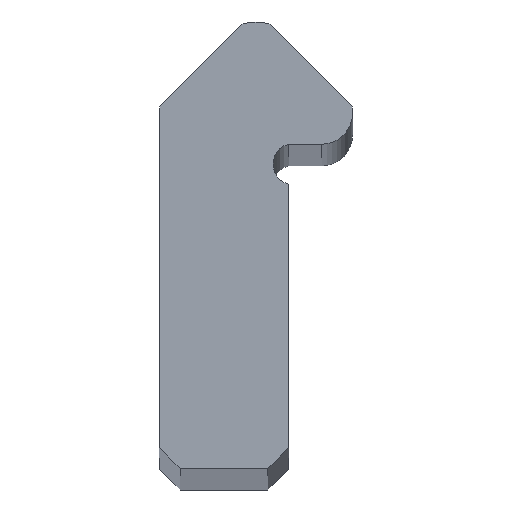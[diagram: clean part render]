
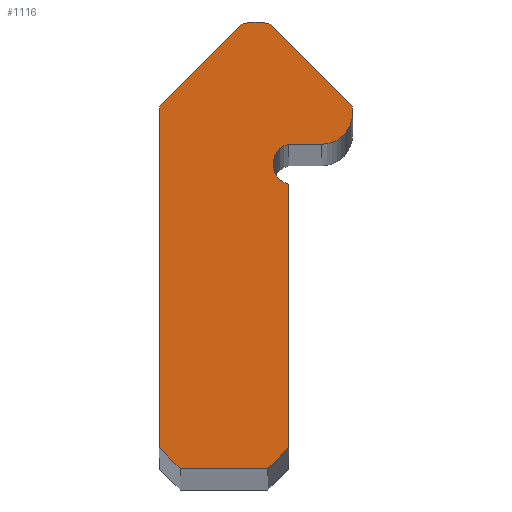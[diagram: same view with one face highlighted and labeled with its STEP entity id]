
A CAD part, top view. The second image highlights one B-rep face of the part: STEP entity #1116.
In plain terms, the highlighted planar face has unit normal (0, 0, 1).
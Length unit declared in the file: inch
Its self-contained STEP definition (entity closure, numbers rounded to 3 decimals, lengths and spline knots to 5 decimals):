
#28 = VERTEX_POINT ( 'NONE', #718 ) ;
#37 = EDGE_CURVE ( 'NONE', #1137, #648, #1348, .T. ) ;
#47 = DIRECTION ( 'NONE',  ( -1., 0., 0. ) ) ;
#51 = DIRECTION ( 'NONE',  ( 0., 1., 0. ) ) ;
#63 = VERTEX_POINT ( 'NONE', #279 ) ;
#88 = LINE ( 'NONE', #1425, #884 ) ;
#145 = VERTEX_POINT ( 'NONE', #358 ) ;
#164 = CARTESIAN_POINT ( 'NONE',  ( -0.0735, -0.44393, 0. ) ) ;
#169 = EDGE_CURVE ( 'NONE', #840, #960, #1365, .T. ) ;
#176 = CARTESIAN_POINT ( 'NONE',  ( 0.0635, -0.09886, 0. ) ) ;
#183 = DIRECTION ( 'NONE',  ( -1., 0., 0. ) ) ;
#188 = CIRCLE ( 'NONE', #1051, 0.03 ) ;
#199 = ORIENTED_EDGE ( 'NONE', *, *, #1410, .T. ) ;
#220 = LINE ( 'NONE', #1291, #681 ) ;
#223 = CARTESIAN_POINT ( 'NONE',  ( 0.01371, -0.01371, 0. ) ) ;
#229 = CARTESIAN_POINT ( 'NONE',  ( 0.0635, -0.12993, 0. ) ) ;
#232 = CARTESIAN_POINT ( 'NONE',  ( 0.0935, -0.09886, 0. ) ) ;
#238 = AXIS2_PLACEMENT_3D ( 'NONE', #817, #474, #575 ) ;
#240 = CARTESIAN_POINT ( 'NONE',  ( -0.0929, -0.0929, 0. ) ) ;
#279 = CARTESIAN_POINT ( 'NONE',  ( 0.0315, -0.42393, 0. ) ) ;
#327 = CARTESIAN_POINT ( 'NONE',  ( 0.0635, -0.09993, 0. ) ) ;
#339 = CARTESIAN_POINT ( 'NONE',  ( 0.0929, -0.0929, 0. ) ) ;
#346 = LINE ( 'NONE', #229, #798 ) ;
#350 = DIRECTION ( 'NONE',  ( -0.707, 0.707, 0. ) ) ;
#358 = CARTESIAN_POINT ( 'NONE',  ( -0.0929, -0.0929, 0. ) ) ;
#370 = CARTESIAN_POINT ( 'NONE',  ( 0.0115, -0.44393, 0. ) ) ;
#371 = VERTEX_POINT ( 'NONE', #446 ) ;
#382 = CARTESIAN_POINT ( 'NONE',  ( 0., -0.05657, 0. ) ) ;
#394 = CARTESIAN_POINT ( 'NONE',  ( -0.01371, -0.01371, 0. ) ) ;
#412 = ORIENTED_EDGE ( 'NONE', *, *, #1236, .T. ) ;
#436 = LINE ( 'NONE', #1039, #1340 ) ;
#441 = VECTOR ( 'NONE', #939, 39.37008 ) ;
#446 = CARTESIAN_POINT ( 'NONE',  ( 0.0315, -0.12993, 0. ) ) ;
#474 = DIRECTION ( 'NONE',  ( 0., 0., -1. ) ) ;
#485 = DIRECTION ( 'NONE',  ( 0., 1., 0. ) ) ;
#531 = DIRECTION ( 'NONE',  ( 0., 0., 1. ) ) ;
#534 = ORIENTED_EDGE ( 'NONE', *, *, #794, .T. ) ;
#541 = CIRCLE ( 'NONE', #1421, 0.045 ) ;
#553 = ORIENTED_EDGE ( 'NONE', *, *, #169, .T. ) ;
#555 = CIRCLE ( 'NONE', #1292, 0.02 ) ;
#567 = DIRECTION ( 'NONE',  ( -1., 0., 0. ) ) ;
#571 = EDGE_CURVE ( 'NONE', #63, #1499, #1320, .T. ) ;
#575 = DIRECTION ( 'NONE',  ( -1., 0., 0. ) ) ;
#579 = ORIENTED_EDGE ( 'NONE', *, *, #1126, .T. ) ;
#580 = DIRECTION ( 'NONE',  ( 0., -1., 0. ) ) ;
#588 = CARTESIAN_POINT ( 'NONE',  ( -0.0935, -0.09886, 0. ) ) ;
#626 = EDGE_CURVE ( 'NONE', #145, #1137, #188, .T. ) ;
#627 = VERTEX_POINT ( 'NONE', #164 ) ;
#630 = CARTESIAN_POINT ( 'NONE',  ( 0.0365, -0.14929, 0. ) ) ;
#631 = DIRECTION ( 'NONE',  ( 0., 0., 1. ) ) ;
#641 = EDGE_LOOP ( 'NONE', ( #782, #1087, #741, #1338, #844, #1184, #534, #412, #1256, #553, #1030, #662, #199, #579 ) ) ;
#648 = VERTEX_POINT ( 'NONE', #1262 ) ;
#655 = CARTESIAN_POINT ( 'NONE',  ( 0.0315, -0.16866, 0. ) ) ;
#662 = ORIENTED_EDGE ( 'NONE', *, *, #1165, .T. ) ;
#669 = DIRECTION ( 'NONE',  ( 0., 0., 1. ) ) ;
#679 = VECTOR ( 'NONE', #51, 39.37008 ) ;
#681 = VECTOR ( 'NONE', #1168, 39.37008 ) ;
#694 = VERTEX_POINT ( 'NONE', #1164 ) ;
#700 = EDGE_CURVE ( 'NONE', #648, #627, #436, .T. ) ;
#718 = CARTESIAN_POINT ( 'NONE',  ( 0.0115, -0.44393, 0. ) ) ;
#741 = ORIENTED_EDGE ( 'NONE', *, *, #700, .T. ) ;
#782 = ORIENTED_EDGE ( 'NONE', *, *, #626, .T. ) ;
#794 = EDGE_CURVE ( 'NONE', #1499, #371, #555, .T. ) ;
#798 = VECTOR ( 'NONE', #916, 39.37008 ) ;
#817 = CARTESIAN_POINT ( 'NONE',  ( -0.0635, -0.09886, 0. ) ) ;
#840 = VERTEX_POINT ( 'NONE', #1315 ) ;
#843 = LINE ( 'NONE', #370, #441 ) ;
#844 = ORIENTED_EDGE ( 'NONE', *, *, #1519, .T. ) ;
#884 = VECTOR ( 'NONE', #350, 39.37008 ) ;
#898 = CARTESIAN_POINT ( 'NONE',  ( -0.0635, -0.09886, 0. ) ) ;
#906 = DIRECTION ( 'NONE',  ( 0.707, -0.707, 0. ) ) ;
#916 = DIRECTION ( 'NONE',  ( 1., 0., 0. ) ) ;
#939 = DIRECTION ( 'NONE',  ( 1., 0., 0. ) ) ;
#941 = VECTOR ( 'NONE', #485, 39.37008 ) ;
#948 = CIRCLE ( 'NONE', #1423, 0.03 ) ;
#960 = VERTEX_POINT ( 'NONE', #232 ) ;
#1030 = ORIENTED_EDGE ( 'NONE', *, *, #1477, .T. ) ;
#1039 = CARTESIAN_POINT ( 'NONE',  ( -0.0735, -0.44393, 0. ) ) ;
#1051 = AXIS2_PLACEMENT_3D ( 'NONE', #898, #1394, #1254 ) ;
#1065 = CARTESIAN_POINT ( 'NONE',  ( 0.0315, -0.16866, 0. ) ) ;
#1070 = CARTESIAN_POINT ( 'NONE',  ( 0.0935, -0.09886, 0. ) ) ;
#1087 = ORIENTED_EDGE ( 'NONE', *, *, #37, .T. ) ;
#1100 = DIRECTION ( 'NONE',  ( -1., 0., 0. ) ) ;
#1116 = ADVANCED_FACE ( 'NONE', ( #1263 ), #1522, .F. ) ;
#1126 = EDGE_CURVE ( 'NONE', #1349, #145, #1311, .T. ) ;
#1132 = VECTOR ( 'NONE', #1293, 39.37008 ) ;
#1137 = VERTEX_POINT ( 'NONE', #588 ) ;
#1164 = CARTESIAN_POINT ( 'NONE',  ( 0.0635, -0.12993, 0. ) ) ;
#1165 = EDGE_CURVE ( 'NONE', #1543, #1200, #88, .T. ) ;
#1168 = DIRECTION ( 'NONE',  ( 0.707, 0.707, 0. ) ) ;
#1184 = ORIENTED_EDGE ( 'NONE', *, *, #571, .T. ) ;
#1200 = VERTEX_POINT ( 'NONE', #223 ) ;
#1210 = CARTESIAN_POINT ( 'NONE',  ( -0.0935, -0.42393, 0. ) ) ;
#1236 = EDGE_CURVE ( 'NONE', #371, #694, #346, .T. ) ;
#1254 = DIRECTION ( 'NONE',  ( -1., 0., 0. ) ) ;
#1256 = ORIENTED_EDGE ( 'NONE', *, *, #1529, .T. ) ;
#1262 = CARTESIAN_POINT ( 'NONE',  ( -0.0935, -0.42393, 0. ) ) ;
#1263 = FACE_OUTER_BOUND ( 'NONE', #641, .T. ) ;
#1291 = CARTESIAN_POINT ( 'NONE',  ( 0.0315, -0.42393, 0. ) ) ;
#1292 = AXIS2_PLACEMENT_3D ( 'NONE', #630, #1487, #47 ) ;
#1293 = DIRECTION ( 'NONE',  ( -0.707, -0.707, 0. ) ) ;
#1311 = LINE ( 'NONE', #240, #1132 ) ;
#1315 = CARTESIAN_POINT ( 'NONE',  ( 0.0935, -0.09993, 0. ) ) ;
#1320 = LINE ( 'NONE', #1065, #679 ) ;
#1325 = EDGE_CURVE ( 'NONE', #627, #28, #843, .T. ) ;
#1338 = ORIENTED_EDGE ( 'NONE', *, *, #1325, .T. ) ;
#1340 = VECTOR ( 'NONE', #906, 39.37008 ) ;
#1348 = LINE ( 'NONE', #1210, #1541 ) ;
#1349 = VERTEX_POINT ( 'NONE', #394 ) ;
#1365 = LINE ( 'NONE', #1070, #941 ) ;
#1394 = DIRECTION ( 'NONE',  ( 0., 0., 1. ) ) ;
#1410 = EDGE_CURVE ( 'NONE', #1200, #1349, #541, .T. ) ;
#1421 = AXIS2_PLACEMENT_3D ( 'NONE', #382, #631, #1100 ) ;
#1423 = AXIS2_PLACEMENT_3D ( 'NONE', #327, #669, #567 ) ;
#1425 = CARTESIAN_POINT ( 'NONE',  ( 0.01371, -0.01371, 0. ) ) ;
#1477 = EDGE_CURVE ( 'NONE', #960, #1543, #1506, .T. ) ;
#1485 = AXIS2_PLACEMENT_3D ( 'NONE', #176, #531, #183 ) ;
#1487 = DIRECTION ( 'NONE',  ( 0., 0., -1. ) ) ;
#1499 = VERTEX_POINT ( 'NONE', #655 ) ;
#1506 = CIRCLE ( 'NONE', #1485, 0.03 ) ;
#1519 = EDGE_CURVE ( 'NONE', #28, #63, #220, .T. ) ;
#1522 = PLANE ( 'NONE',  #238 ) ;
#1529 = EDGE_CURVE ( 'NONE', #694, #840, #948, .T. ) ;
#1541 = VECTOR ( 'NONE', #580, 39.37008 ) ;
#1543 = VERTEX_POINT ( 'NONE', #339 ) ;
